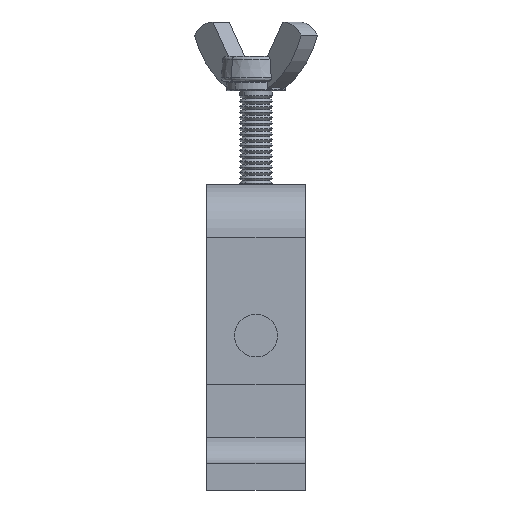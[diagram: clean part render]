
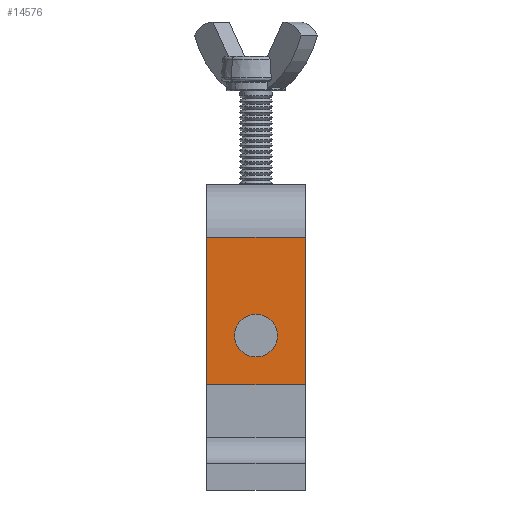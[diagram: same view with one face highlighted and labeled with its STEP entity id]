
A CAD part, front view. The second image highlights one B-rep face of the part: STEP entity #14576.
In plain terms, the highlighted planar face has unit normal (0, -1, 0).
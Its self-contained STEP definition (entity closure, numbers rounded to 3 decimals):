
#168 = CARTESIAN_POINT ( 'NONE',  ( 0., 0., -46. ) ) ;
#1043 = EDGE_CURVE ( 'NONE', #6703, #13275, #2285, .T. ) ;
#1125 = CARTESIAN_POINT ( 'NONE',  ( 0., 0., -46. ) ) ;
#1134 = FACE_OUTER_BOUND ( 'NONE', #17250, .T. ) ;
#1914 = CARTESIAN_POINT ( 'NONE',  ( 0., 0., -39.5 ) ) ;
#2007 = CARTESIAN_POINT ( 'NONE',  ( -15., 0., -61. ) ) ;
#2285 = LINE ( 'NONE', #14135, #8357 ) ;
#2304 = LINE ( 'NONE', #4659, #8397 ) ;
#2385 = ORIENTED_EDGE ( 'NONE', *, *, #1043, .T. ) ;
#2556 = DIRECTION ( 'NONE',  ( -1., 0., 0. ) ) ;
#2880 = LINE ( 'NONE', #7990, #14992 ) ;
#2968 = AXIS2_PLACEMENT_3D ( 'NONE', #15034, #7230, #8429 ) ;
#3235 = FACE_BOUND ( 'NONE', #15900, .T. ) ;
#3628 = EDGE_CURVE ( 'NONE', #10085, #13275, #16743, .T. ) ;
#3743 = EDGE_CURVE ( 'NONE', #12397, #16475, #11120, .T. ) ;
#4019 = DIRECTION ( 'NONE',  ( 0., -1., 0. ) ) ;
#4087 = ORIENTED_EDGE ( 'NONE', *, *, #10730, .F. ) ;
#4659 = CARTESIAN_POINT ( 'NONE',  ( 15., 0., -61. ) ) ;
#4989 = DIRECTION ( 'NONE',  ( 0., -1., 0. ) ) ;
#5546 = ORIENTED_EDGE ( 'NONE', *, *, #5864, .T. ) ;
#5754 = AXIS2_PLACEMENT_3D ( 'NONE', #1125, #4989, #15731 ) ;
#5864 = EDGE_CURVE ( 'NONE', #12952, #6703, #2304, .T. ) ;
#6295 = CARTESIAN_POINT ( 'NONE',  ( -15., 0., -16. ) ) ;
#6703 = VERTEX_POINT ( 'NONE', #15637 ) ;
#6924 = ORIENTED_EDGE ( 'NONE', *, *, #7311, .F. ) ;
#7230 = DIRECTION ( 'NONE',  ( 0., -1., 0. ) ) ;
#7311 = EDGE_CURVE ( 'NONE', #16475, #12397, #13284, .T. ) ;
#7990 = CARTESIAN_POINT ( 'NONE',  ( 15., 0., -61. ) ) ;
#8357 = VECTOR ( 'NONE', #10220, 1000. ) ;
#8397 = VECTOR ( 'NONE', #14006, 1000. ) ;
#8429 = DIRECTION ( 'NONE',  ( 0., 0., -1. ) ) ;
#10085 = VERTEX_POINT ( 'NONE', #11414 ) ;
#10220 = DIRECTION ( 'NONE',  ( -1., 0., 0. ) ) ;
#10730 = EDGE_CURVE ( 'NONE', #12952, #10085, #2880, .T. ) ;
#11120 = CIRCLE ( 'NONE', #14355, 6.5 ) ;
#11414 = CARTESIAN_POINT ( 'NONE',  ( -15., 0., -61. ) ) ;
#11616 = DIRECTION ( 'NONE',  ( 0., 0., 1. ) ) ;
#12022 = CARTESIAN_POINT ( 'NONE',  ( 15., 0., -61. ) ) ;
#12397 = VERTEX_POINT ( 'NONE', #14367 ) ;
#12952 = VERTEX_POINT ( 'NONE', #12022 ) ;
#13222 = VECTOR ( 'NONE', #11616, 1000. ) ;
#13275 = VERTEX_POINT ( 'NONE', #6295 ) ;
#13284 = CIRCLE ( 'NONE', #5754, 6.5 ) ;
#13507 = DIRECTION ( 'NONE',  ( 0., 0., -1. ) ) ;
#14006 = DIRECTION ( 'NONE',  ( 0., 0., 1. ) ) ;
#14135 = CARTESIAN_POINT ( 'NONE',  ( 15., 0., -16. ) ) ;
#14355 = AXIS2_PLACEMENT_3D ( 'NONE', #168, #4019, #13507 ) ;
#14367 = CARTESIAN_POINT ( 'NONE',  ( 0., 0., -52.5 ) ) ;
#14576 = ADVANCED_FACE ( 'NONE', ( #3235, #1134 ), #16446, .T. ) ;
#14992 = VECTOR ( 'NONE', #2556, 1000. ) ;
#15034 = CARTESIAN_POINT ( 'NONE',  ( 15., 0., -61. ) ) ;
#15071 = ORIENTED_EDGE ( 'NONE', *, *, #3628, .F. ) ;
#15218 = ORIENTED_EDGE ( 'NONE', *, *, #3743, .F. ) ;
#15637 = CARTESIAN_POINT ( 'NONE',  ( 15., 0., -16. ) ) ;
#15731 = DIRECTION ( 'NONE',  ( 0., 0., -1. ) ) ;
#15900 = EDGE_LOOP ( 'NONE', ( #15218, #6924 ) ) ;
#16446 = PLANE ( 'NONE',  #2968 ) ;
#16475 = VERTEX_POINT ( 'NONE', #1914 ) ;
#16743 = LINE ( 'NONE', #2007, #13222 ) ;
#17250 = EDGE_LOOP ( 'NONE', ( #15071, #4087, #5546, #2385 ) ) ;
